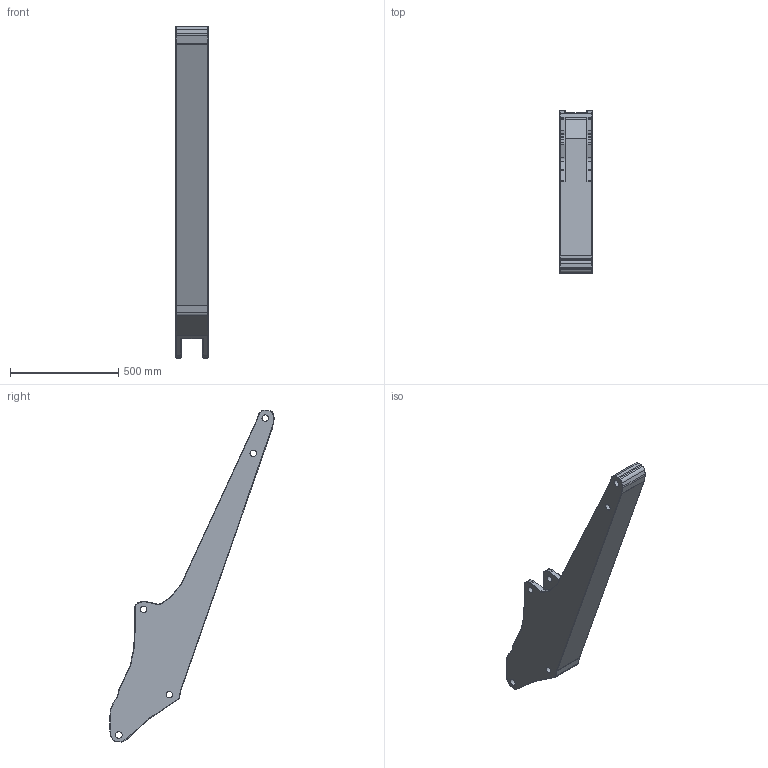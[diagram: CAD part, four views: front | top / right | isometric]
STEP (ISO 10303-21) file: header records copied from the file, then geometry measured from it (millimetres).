
FILE_DESCRIPTION(/* description */ (''),/* implementation_level */ '2;1');
FILE_NAME(/* name */ 'Stick.stp',/* time_stamp */ '2025-05-01T10:43:03+02:00',/* author */ ('elias'),/* organization */ (''),/* preprocessor_version */ 'ST-DEVELOPER v20.1',/* originating_system */ 'Autodesk Inventor 2026',/* authorisation */ '');
FILE_SCHEMA (('AUTOMOTIVE_DESIGN { 1 0 10303 214 3 1 1 }'));
Length unit declared in the file: millimetre
Products named in the file (1): Sticka
Bounding box: 150 x 759.13 x 1532.9 mm (x, y, z)
Volume: 36000140.8 mm3; surface area: 1250272.4 mm2
Topology: 1 solids, 1 shells, 258 faces, 622 edges, 366 vertices
Faces by surface type: cylinder 131, torus 72, plane 55
Full cylindrical faces by diameter (mm): 30 x7
Entity records: 7563 total; most frequent: DIRECTION 1474, CARTESIAN_POINT 1247, ORIENTED_EDGE 1244, EDGE_CURVE 622, AXIS2_PLACEMENT_3D 593, VERTEX_POINT 366, CIRCLE 330, LINE 288
